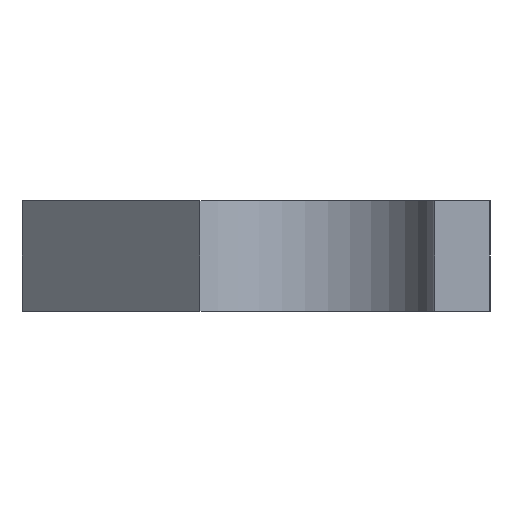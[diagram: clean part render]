
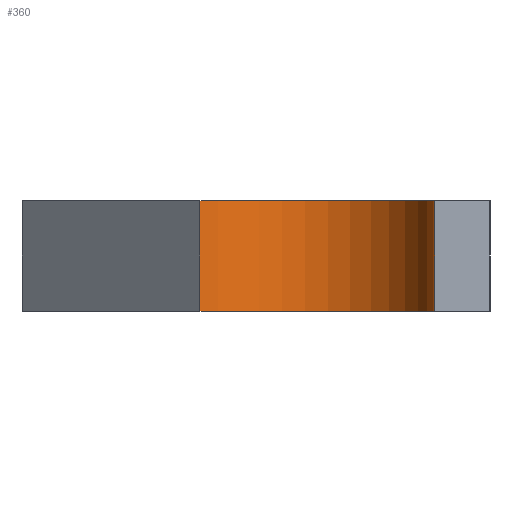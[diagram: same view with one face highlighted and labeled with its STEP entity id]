
A CAD part, left-side view. The second image highlights one B-rep face of the part: STEP entity #360.
In plain terms, the highlighted cylindrical face has radius 2.5 mm (diameter 5 mm), a partial arc.
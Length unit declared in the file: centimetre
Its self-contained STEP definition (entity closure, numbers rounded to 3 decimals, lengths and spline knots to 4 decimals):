
#40=FACE_OUTER_BOUND('',#59,.T.);
#59=EDGE_LOOP('',(#303,#304,#305,#306));
#93=LINE('',#603,#130);
#94=LINE('',#607,#131);
#130=VECTOR('',#495,1.);
#131=VECTOR('',#500,1.);
#145=CIRCLE('',#388,0.25);
#152=CIRCLE('',#407,0.25);
#164=VERTEX_POINT('',#543);
#165=VERTEX_POINT('',#545);
#182=VERTEX_POINT('',#601);
#183=VERTEX_POINT('',#605);
#199=EDGE_CURVE('',#164,#165,#145,.T.);
#228=EDGE_CURVE('',#164,#182,#93,.T.);
#229=EDGE_CURVE('',#183,#182,#152,.T.);
#230=EDGE_CURVE('',#165,#183,#94,.T.);
#303=ORIENTED_EDGE('',*,*,#199,.F.);
#304=ORIENTED_EDGE('',*,*,#228,.T.);
#305=ORIENTED_EDGE('',*,*,#229,.F.);
#306=ORIENTED_EDGE('',*,*,#230,.F.);
#346=CYLINDRICAL_SURFACE('',#406,0.25);
#360=ADVANCED_FACE('',(#40),#346,.F.);
#388=AXIS2_PLACEMENT_3D('',#546,#437,#438);
#406=AXIS2_PLACEMENT_3D('',#604,#496,#497);
#407=AXIS2_PLACEMENT_3D('',#606,#498,#499);
#437=DIRECTION('center_axis',(0.,0.,1.));
#438=DIRECTION('ref_axis',(0.,-1.,0.));
#495=DIRECTION('',(0.,0.,1.));
#496=DIRECTION('center_axis',(0.,0.,1.));
#497=DIRECTION('ref_axis',(0.,-1.,0.));
#498=DIRECTION('center_axis',(0.,0.,-1.));
#499=DIRECTION('ref_axis',(0.,-1.,0.));
#500=DIRECTION('',(0.,0.,1.));
#543=CARTESIAN_POINT('',(0.0507,-0.25,0.));
#545=CARTESIAN_POINT('',(0.2275,0.1768,0.));
#546=CARTESIAN_POINT('Origin',(0.0507,0.,0.));
#601=CARTESIAN_POINT('',(0.0507,-0.25,0.2));
#603=CARTESIAN_POINT('',(0.0507,-0.25,0.));
#604=CARTESIAN_POINT('Origin',(0.0507,0.,0.));
#605=CARTESIAN_POINT('',(0.2275,0.1768,0.2));
#606=CARTESIAN_POINT('Origin',(0.0507,0.,0.2));
#607=CARTESIAN_POINT('',(0.2275,0.1768,0.));
